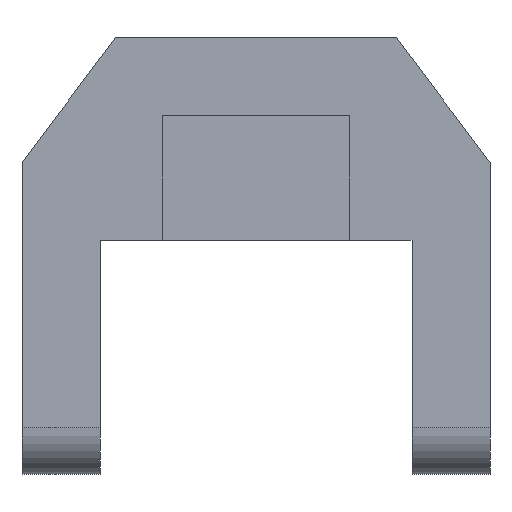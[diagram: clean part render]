
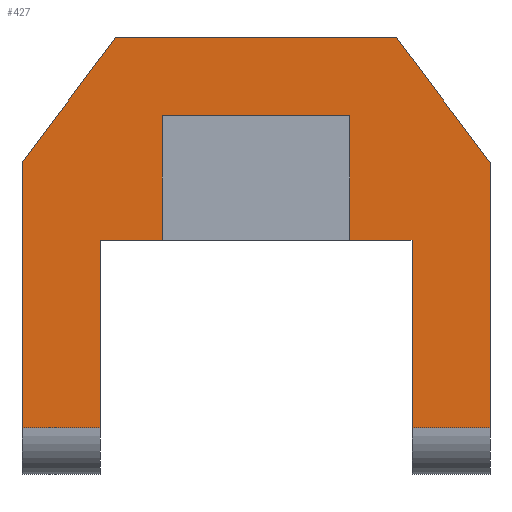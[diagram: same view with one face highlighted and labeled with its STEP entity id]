
A CAD part, front view. The second image highlights one B-rep face of the part: STEP entity #427.
In plain terms, the highlighted planar face has unit normal (0, -1, 0).
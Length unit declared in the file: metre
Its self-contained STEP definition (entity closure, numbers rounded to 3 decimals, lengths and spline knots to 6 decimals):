
#90=ORIENTED_EDGE('',*,*,#157,.T.);
#91=ORIENTED_EDGE('',*,*,#198,.T.);
#92=ORIENTED_EDGE('',*,*,#166,.F.);
#93=ORIENTED_EDGE('',*,*,#178,.T.);
#94=ORIENTED_EDGE('',*,*,#170,.T.);
#95=ORIENTED_EDGE('',*,*,#150,.T.);
#96=ORIENTED_EDGE('',*,*,#173,.F.);
#97=ORIENTED_EDGE('',*,*,#176,.T.);
#98=ORIENTED_EDGE('',*,*,#184,.T.);
#99=ORIENTED_EDGE('',*,*,#199,.T.);
#100=ORIENTED_EDGE('',*,*,#192,.F.);
#101=ORIENTED_EDGE('',*,*,#200,.T.);
#102=ORIENTED_EDGE('',*,*,#197,.F.);
#103=ORIENTED_EDGE('',*,*,#201,.T.);
#150=EDGE_CURVE('',#210,#209,#249,.T.);
#157=EDGE_CURVE('',#217,#216,#253,.T.);
#166=EDGE_CURVE('',#223,#224,#260,.T.);
#170=EDGE_CURVE('',#225,#210,#263,.T.);
#173=EDGE_CURVE('',#228,#209,#266,.T.);
#176=EDGE_CURVE('',#228,#230,#269,.T.);
#178=EDGE_CURVE('',#223,#225,#271,.T.);
#184=EDGE_CURVE('',#230,#235,#274,.T.);
#192=EDGE_CURVE('',#241,#242,#280,.T.);
#197=EDGE_CURVE('',#246,#243,#284,.T.);
#198=EDGE_CURVE('',#216,#224,#285,.T.);
#199=EDGE_CURVE('',#235,#242,#286,.T.);
#200=EDGE_CURVE('',#241,#243,#287,.F.);
#201=EDGE_CURVE('',#246,#217,#288,.T.);
#209=VERTEX_POINT('',#612);
#210=VERTEX_POINT('',#614);
#216=VERTEX_POINT('',#627);
#217=VERTEX_POINT('',#629);
#223=VERTEX_POINT('',#645);
#224=VERTEX_POINT('',#647);
#225=VERTEX_POINT('',#651);
#228=VERTEX_POINT('',#659);
#230=VERTEX_POINT('',#665);
#235=VERTEX_POINT('',#679);
#241=VERTEX_POINT('',#695);
#242=VERTEX_POINT('',#697);
#243=VERTEX_POINT('',#701);
#246=VERTEX_POINT('',#706);
#249=LINE('',#613,#296);
#253=LINE('',#628,#300);
#260=LINE('',#646,#307);
#263=LINE('',#654,#310);
#266=LINE('',#660,#313);
#269=LINE('',#666,#316);
#271=LINE('',#668,#318);
#274=LINE('',#680,#321);
#280=LINE('',#696,#327);
#284=LINE('',#707,#331);
#285=LINE('',#709,#332);
#286=LINE('',#710,#333);
#287=LINE('',#711,#334);
#288=LINE('',#712,#335);
#296=VECTOR('',#493,1.);
#300=VECTOR('',#505,1.);
#307=VECTOR('',#520,1.);
#310=VECTOR('',#527,1.);
#313=VECTOR('',#532,1.);
#316=VECTOR('',#537,1.);
#318=VECTOR('',#539,1.);
#321=VECTOR('',#550,1.);
#327=VECTOR('',#564,1.);
#331=VECTOR('',#572,1.);
#332=VECTOR('',#575,1.);
#333=VECTOR('',#576,1.);
#334=VECTOR('',#577,1.);
#335=VECTOR('',#578,1.);
#356=EDGE_LOOP('',(#90,#91,#92,#93,#94,#95,#96,#97,#98,#99,#100,#101,#102,
#103));
#385=FACE_BOUND('',#356,.T.);
#410=PLANE('',#475);
#427=ADVANCED_FACE('',(#385),#410,.T.);
#475=AXIS2_PLACEMENT_3D('',#708,#573,#574);
#493=DIRECTION('',(1.,0.,0.));
#505=DIRECTION('',(0.,0.,-1.));
#520=DIRECTION('',(0.,0.,-1.));
#527=DIRECTION('',(0.,0.,1.));
#532=DIRECTION('',(0.,0.,1.));
#537=DIRECTION('',(1.,0.,0.));
#539=DIRECTION('',(1.,0.,0.));
#550=DIRECTION('',(0.,0.,-1.));
#564=DIRECTION('',(0.,0.,-1.));
#572=DIRECTION('',(1.,0.,0.));
#573=DIRECTION('',(0.,-1.,0.));
#574=DIRECTION('',(1.,0.,0.));
#575=DIRECTION('',(1.,0.,0.));
#576=DIRECTION('',(1.,0.,0.));
#577=DIRECTION('',(0.6,0.,-0.8));
#578=DIRECTION('',(-0.6,0.,-0.8));
#612=CARTESIAN_POINT('',(0.006,-0.004,0.028));
#613=CARTESIAN_POINT('',(0.,-0.004,0.028));
#614=CARTESIAN_POINT('',(-0.006,-0.004,0.028));
#627=CARTESIAN_POINT('',(-0.015,-0.004,0.008));
#628=CARTESIAN_POINT('',(-0.015,-0.004,0.0165));
#629=CARTESIAN_POINT('',(-0.015,-0.004,0.025));
#645=CARTESIAN_POINT('',(-0.01,-0.004,0.02));
#646=CARTESIAN_POINT('',(-0.01,-0.004,0.01));
#647=CARTESIAN_POINT('',(-0.01,-0.004,0.008));
#651=CARTESIAN_POINT('',(-0.006,-0.004,0.02));
#654=CARTESIAN_POINT('',(-0.006,-0.004,0.024));
#659=CARTESIAN_POINT('',(0.006,-0.004,0.02));
#660=CARTESIAN_POINT('',(0.006,-0.004,0.024));
#665=CARTESIAN_POINT('',(0.01,-0.004,0.02));
#666=CARTESIAN_POINT('',(0.008,-0.004,0.02));
#668=CARTESIAN_POINT('',(-0.008,-0.004,0.02));
#679=CARTESIAN_POINT('',(0.01,-0.004,0.008));
#680=CARTESIAN_POINT('',(0.01,-0.004,0.01));
#695=CARTESIAN_POINT('',(0.015,-0.004,0.025));
#696=CARTESIAN_POINT('',(0.015,-0.004,0.0165));
#697=CARTESIAN_POINT('',(0.015,-0.004,0.008));
#701=CARTESIAN_POINT('',(0.009,-0.004,0.033));
#706=CARTESIAN_POINT('',(-0.009,-0.004,0.033));
#707=CARTESIAN_POINT('',(0.,-0.004,0.033));
#708=CARTESIAN_POINT('',(0.,-0.004,0.0165));
#709=CARTESIAN_POINT('',(-0.01,-0.004,0.008));
#710=CARTESIAN_POINT('',(0.015,-0.004,0.008));
#711=CARTESIAN_POINT('',(0.01368,-0.004,0.02676));
#712=CARTESIAN_POINT('',(-0.01368,-0.004,0.02676));
